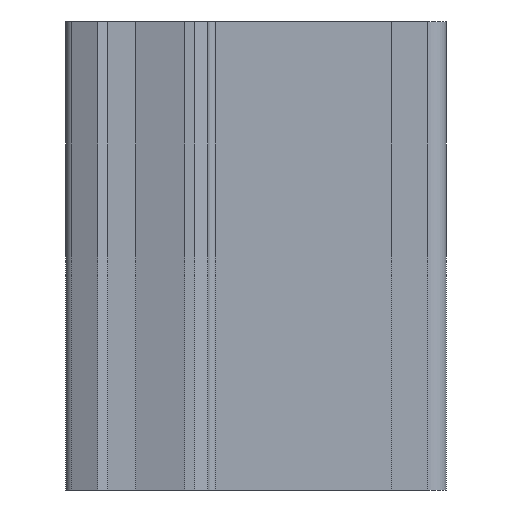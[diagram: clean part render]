
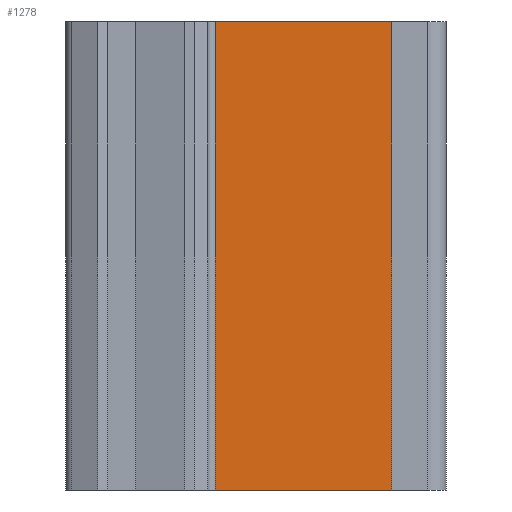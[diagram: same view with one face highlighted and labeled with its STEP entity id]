
A CAD part, front view. The second image highlights one B-rep face of the part: STEP entity #1278.
In plain terms, the highlighted planar face has unit normal (0, -1, 0).
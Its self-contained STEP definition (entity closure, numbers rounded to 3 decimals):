
#48 = DIRECTION ( 'NONE',  ( 0., 0., 1. ) ) ;
#63 = DIRECTION ( 'NONE',  ( 1., 0., 0. ) ) ;
#80 = CARTESIAN_POINT ( 'NONE',  ( -3.83, -3.625, 0. ) ) ;
#111 = EDGE_CURVE ( 'NONE', #1286, #248, #716, .T. ) ;
#130 = EDGE_CURVE ( 'NONE', #248, #1189, #1005, .T. ) ;
#238 = ORIENTED_EDGE ( 'NONE', *, *, #1068, .T. ) ;
#242 = VECTOR ( 'NONE', #1516, 1000. ) ;
#248 = VERTEX_POINT ( 'NONE', #602 ) ;
#273 = CARTESIAN_POINT ( 'NONE',  ( 7.27, -3.625, -25. ) ) ;
#326 = LINE ( 'NONE', #980, #1311 ) ;
#344 = DIRECTION ( 'NONE',  ( 0., 0., -1. ) ) ;
#434 = ORIENTED_EDGE ( 'NONE', *, *, #111, .F. ) ;
#459 = ORIENTED_EDGE ( 'NONE', *, *, #1737, .T. ) ;
#543 = AXIS2_PLACEMENT_3D ( 'NONE', #1294, #634, #344 ) ;
#602 = CARTESIAN_POINT ( 'NONE',  ( -3.83, -3.625, 0. ) ) ;
#607 = FACE_OUTER_BOUND ( 'NONE', #1099, .T. ) ;
#634 = DIRECTION ( 'NONE',  ( 0., -1., 0. ) ) ;
#684 = VECTOR ( 'NONE', #732, 1000. ) ;
#706 = CARTESIAN_POINT ( 'NONE',  ( 7.27, -3.625, -25. ) ) ;
#716 = LINE ( 'NONE', #1248, #1209 ) ;
#732 = DIRECTION ( 'NONE',  ( 1., 0., 0. ) ) ;
#759 = PLANE ( 'NONE',  #543 ) ;
#767 = CARTESIAN_POINT ( 'NONE',  ( -3.83, -3.625, -25. ) ) ;
#818 = CARTESIAN_POINT ( 'NONE',  ( 7.27, -3.625, 0. ) ) ;
#980 = CARTESIAN_POINT ( 'NONE',  ( -3.83, -3.625, -25. ) ) ;
#1005 = LINE ( 'NONE', #80, #684 ) ;
#1034 = VERTEX_POINT ( 'NONE', #273 ) ;
#1068 = EDGE_CURVE ( 'NONE', #1286, #1034, #326, .T. ) ;
#1099 = EDGE_LOOP ( 'NONE', ( #1171, #434, #238, #459 ) ) ;
#1121 = LINE ( 'NONE', #706, #242 ) ;
#1171 = ORIENTED_EDGE ( 'NONE', *, *, #130, .F. ) ;
#1189 = VERTEX_POINT ( 'NONE', #818 ) ;
#1209 = VECTOR ( 'NONE', #48, 1000. ) ;
#1248 = CARTESIAN_POINT ( 'NONE',  ( -3.83, -3.625, -25. ) ) ;
#1278 = ADVANCED_FACE ( 'NONE', ( #607 ), #759, .T. ) ;
#1286 = VERTEX_POINT ( 'NONE', #767 ) ;
#1294 = CARTESIAN_POINT ( 'NONE',  ( -3.83, -3.625, -25. ) ) ;
#1311 = VECTOR ( 'NONE', #63, 1000. ) ;
#1516 = DIRECTION ( 'NONE',  ( 0., 0., 1. ) ) ;
#1737 = EDGE_CURVE ( 'NONE', #1034, #1189, #1121, .T. ) ;
